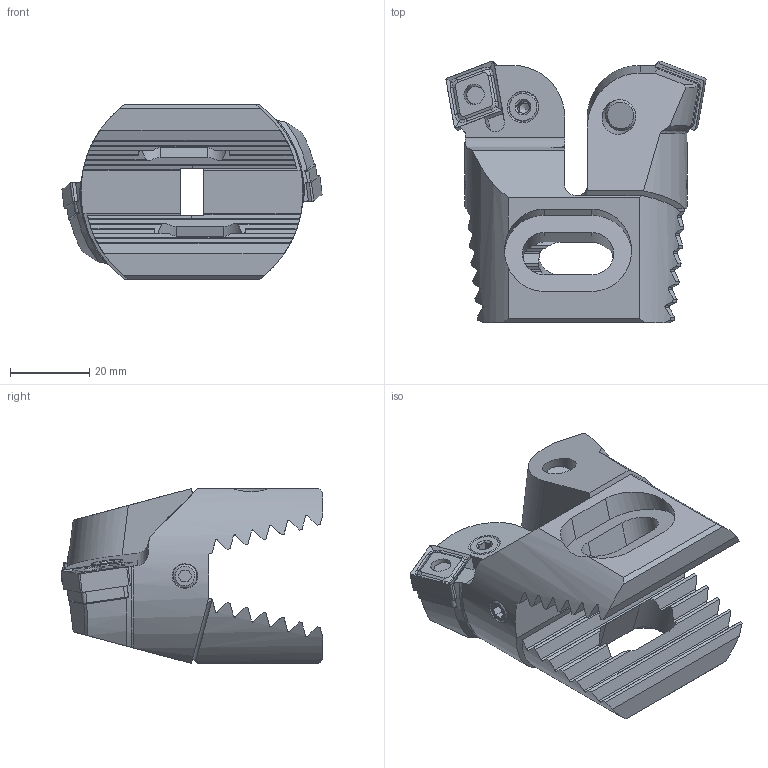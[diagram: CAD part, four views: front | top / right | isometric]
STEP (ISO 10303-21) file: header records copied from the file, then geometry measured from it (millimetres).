
FILE_DESCRIPTION (( 'STEP AP214' ), '1' );
FILE_NAME ('Z55.WCD.B70.037.STEP', '2020-08-14T11:38:55', ( '' ), ( '' ), 'SwSTEP 2.0', 'SolidWorks 2017', '' );
FILE_SCHEMA (( 'AUTOMOTIVE_DESIGN' ));
Length unit declared in the file: millimetre
Products named in the file (9): WCD-ER4.101.017_A; WCD-ER2.101.003_A; Z55-WCD.102.037_A; CNMG120404; Z55.WCD.B70.037; WCD-ER1.101.000; Z55-ER3.001.020; WCD; WCD-ER3.101.000_A
Assembly tree (14 placements, depth 3):
  Z55.WCD.B70.037
    Z55-WCD.102.037_A  x2
    WCD  x2
      WCD-ER4.101.017_A
      WCD-ER3.101.000_A
    CNMG120404  x2
    WCD-ER2.101.003_A  x2
    WCD-ER1.101.000  x2
    Z55-ER3.001.020  x2
Bounding box: 65.5 x 65.92 x 44 mm (x, y, z)
Volume: 62758.9 mm3; surface area: 26356.2 mm2
Topology: 14 solids, 14 shells, 470 faces, 1234 edges, 784 vertices
Faces by surface type: plane 244, cylinder 108, cone 76, bspline 30, torus 12
Full cylindrical faces by diameter (mm): 1 x2, 3.55 x2, 4 x2, 5 x2, 5.16 x2, 6 x2, 6.4 x4, 7 x2, 7.9 x4, 8 x2, 8.4 x2
Entity records: 8367 total; most frequent: CARTESIAN_POINT 2359, ORIENTED_EDGE 1144, DIRECTION 994, EDGE_CURVE 572, VERTEX_POINT 384, AXIS2_PLACEMENT_3D 358, VECTOR 278, LINE 278
